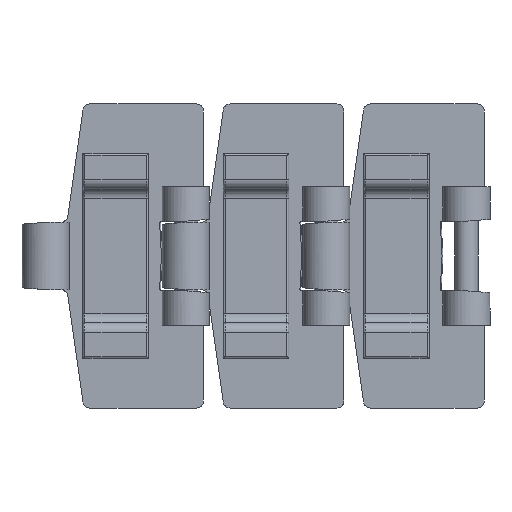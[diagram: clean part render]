
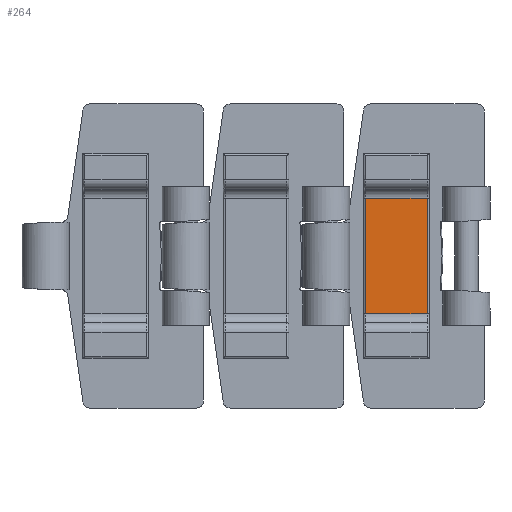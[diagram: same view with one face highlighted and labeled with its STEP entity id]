
A CAD part, front view. The second image highlights one B-rep face of the part: STEP entity #264.
In plain terms, the highlighted planar face has unit normal (0, -1, 0).
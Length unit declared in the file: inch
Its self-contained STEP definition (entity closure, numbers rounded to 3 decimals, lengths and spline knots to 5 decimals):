
#240 = LINE ( 'NONE', #2629, #1078 ) ;
#264 = ADVANCED_FACE ( 'NONE', ( #404 ), #1390, .F. ) ;
#404 = FACE_OUTER_BOUND ( 'NONE', #987, .T. ) ;
#431 = DIRECTION ( 'NONE',  ( 0., 1., 0. ) ) ;
#515 = ORIENTED_EDGE ( 'NONE', *, *, #4032, .T. ) ;
#652 = VERTEX_POINT ( 'NONE', #2851 ) ;
#883 = ORIENTED_EDGE ( 'NONE', *, *, #2783, .T. ) ;
#955 = CARTESIAN_POINT ( 'NONE',  ( -0.33, 0.13255, -0.615 ) ) ;
#987 = EDGE_LOOP ( 'NONE', ( #515, #883, #1213, #4277 ) ) ;
#1074 = CARTESIAN_POINT ( 'NONE',  ( 0.33, 0.13255, 0.615 ) ) ;
#1078 = VECTOR ( 'NONE', #1928, 39.37008 ) ;
#1213 = ORIENTED_EDGE ( 'NONE', *, *, #2175, .T. ) ;
#1390 = PLANE ( 'NONE',  #1409 ) ;
#1409 = AXIS2_PLACEMENT_3D ( 'NONE', #2773, #431, #3172 ) ;
#1436 = DIRECTION ( 'NONE',  ( 0., 0., -1. ) ) ;
#1928 = DIRECTION ( 'NONE',  ( 0., 0., 1. ) ) ;
#1953 = VERTEX_POINT ( 'NONE', #4221 ) ;
#1990 = LINE ( 'NONE', #2649, #4029 ) ;
#2041 = LINE ( 'NONE', #3431, #2741 ) ;
#2175 = EDGE_CURVE ( 'NONE', #2962, #652, #1990, .T. ) ;
#2629 = CARTESIAN_POINT ( 'NONE',  ( 0.33, 0.13255, 0.715 ) ) ;
#2649 = CARTESIAN_POINT ( 'NONE',  ( -0.35, 0.13255, 0.615 ) ) ;
#2741 = VECTOR ( 'NONE', #3475, 39.37008 ) ;
#2773 = CARTESIAN_POINT ( 'NONE',  ( 0.35, 0.13255, 0.715 ) ) ;
#2783 = EDGE_CURVE ( 'NONE', #3509, #2962, #240, .T. ) ;
#2825 = LINE ( 'NONE', #955, #4113 ) ;
#2851 = CARTESIAN_POINT ( 'NONE',  ( -0.33, 0.13255, 0.615 ) ) ;
#2962 = VERTEX_POINT ( 'NONE', #1074 ) ;
#3172 = DIRECTION ( 'NONE',  ( 0., 0., 1. ) ) ;
#3234 = EDGE_CURVE ( 'NONE', #652, #1953, #2825, .T. ) ;
#3300 = CARTESIAN_POINT ( 'NONE',  ( 0.33, 0.13255, -0.615 ) ) ;
#3388 = DIRECTION ( 'NONE',  ( -1., 0., 0. ) ) ;
#3431 = CARTESIAN_POINT ( 'NONE',  ( 0.35, 0.13255, -0.615 ) ) ;
#3475 = DIRECTION ( 'NONE',  ( 1., 0., 0. ) ) ;
#3509 = VERTEX_POINT ( 'NONE', #3300 ) ;
#4029 = VECTOR ( 'NONE', #3388, 39.37008 ) ;
#4032 = EDGE_CURVE ( 'NONE', #1953, #3509, #2041, .T. ) ;
#4113 = VECTOR ( 'NONE', #1436, 39.37008 ) ;
#4221 = CARTESIAN_POINT ( 'NONE',  ( -0.33, 0.13255, -0.615 ) ) ;
#4277 = ORIENTED_EDGE ( 'NONE', *, *, #3234, .T. ) ;
